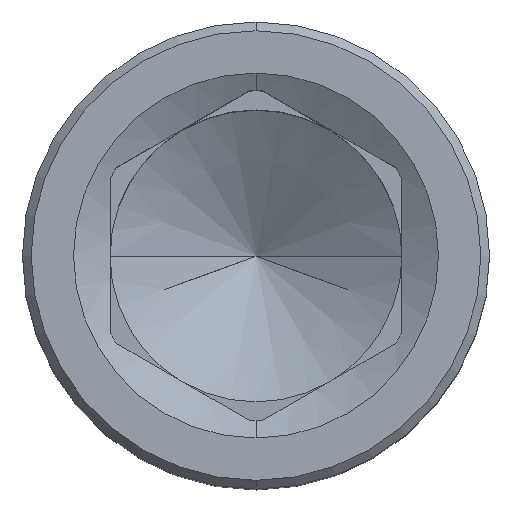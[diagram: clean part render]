
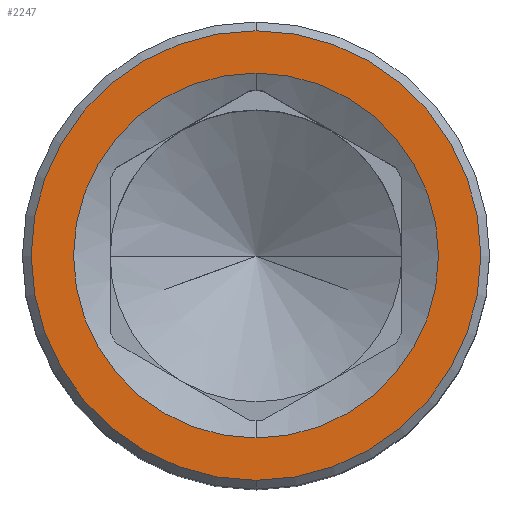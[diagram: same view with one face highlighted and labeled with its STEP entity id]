
A CAD part, top view. The second image highlights one B-rep face of the part: STEP entity #2247.
In plain terms, the highlighted planar face has unit normal (0, 0, 1).
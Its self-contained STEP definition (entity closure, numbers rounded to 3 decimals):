
#893=CARTESIAN_POINT('',(0.,0.,90.));
#894=DIRECTION('',(0.,0.,-1.));
#895=DIRECTION('',(0.,1.,0.));
#896=AXIS2_PLACEMENT_3D('',#893,#894,#895);
#898=CARTESIAN_POINT('',(0.,0.,90.));
#899=DIRECTION('',(0.,0.,-1.));
#900=DIRECTION('',(0.,-1.,0.));
#901=AXIS2_PLACEMENT_3D('',#898,#899,#900);
#903=CARTESIAN_POINT('',(0.,0.,90.));
#904=DIRECTION('',(0.,0.,1.));
#905=DIRECTION('',(0.,-1.,0.));
#906=AXIS2_PLACEMENT_3D('',#903,#904,#905);
#908=CARTESIAN_POINT('',(0.,0.,90.));
#909=DIRECTION('',(0.,0.,1.));
#910=DIRECTION('',(0.,1.,0.));
#911=AXIS2_PLACEMENT_3D('',#908,#909,#910);
#1252=CARTESIAN_POINT('',(0.,6.25,90.));
#1253=CARTESIAN_POINT('',(0.,-6.25,90.));
#1254=VERTEX_POINT('',#1252);
#1255=VERTEX_POINT('',#1253);
#1256=CARTESIAN_POINT('',(0.,-7.7,90.));
#1257=CARTESIAN_POINT('',(0.,7.7,90.));
#1258=VERTEX_POINT('',#1256);
#1259=VERTEX_POINT('',#1257);
#2231=CARTESIAN_POINT('',(0.,0.,90.));
#2232=DIRECTION('',(0.,0.,1.));
#2233=DIRECTION('',(0.,1.,0.));
#2234=AXIS2_PLACEMENT_3D('',#2231,#2232,#2233);
#2235=PLANE('',#2234);
#2236=ORIENTED_EDGE('',*,*,#2221,.F.);
#2238=ORIENTED_EDGE('',*,*,#2237,.F.);
#2239=EDGE_LOOP('',(#2236,#2238));
#2240=FACE_OUTER_BOUND('',#2239,.F.);
#2242=ORIENTED_EDGE('',*,*,#2241,.F.);
#2244=ORIENTED_EDGE('',*,*,#2243,.F.);
#2245=EDGE_LOOP('',(#2242,#2244));
#2246=FACE_BOUND('',#2245,.F.);
#2247=ADVANCED_FACE('',(#2240,#2246),#2235,.T.);
#897=CIRCLE('',#896,6.25);
#902=CIRCLE('',#901,6.25);
#907=CIRCLE('',#906,7.7);
#912=CIRCLE('',#911,7.7);
#2221=EDGE_CURVE('',#1258,#1259,#907,.T.);
#2237=EDGE_CURVE('',#1259,#1258,#912,.T.);
#2241=EDGE_CURVE('',#1254,#1255,#897,.T.);
#2243=EDGE_CURVE('',#1255,#1254,#902,.T.);
